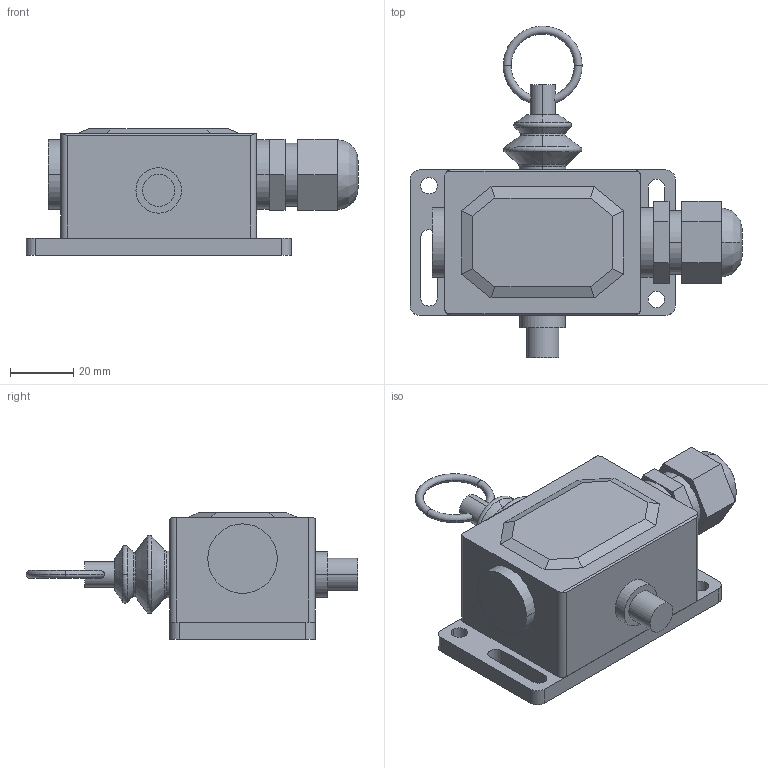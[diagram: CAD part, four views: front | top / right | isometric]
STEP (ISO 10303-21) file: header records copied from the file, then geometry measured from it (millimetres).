
FILE_DESCRIPTION((''),'2;1');
FILE_NAME('3d_PLNU1AT25W.stp','2012-10-03T08:30:26',(''),(''),'Mechanical Desktop 2011','Mechanical Desktop 2011',', , ');
FILE_SCHEMA(('CONFIG_CONTROL_DESIGN'));
Length unit declared in the file: millimetre
Products named in the file (1): Product
Bounding box: 105.1 x 105 x 40 mm (x, y, z)
Volume: 137585.8 mm3; surface area: 36276.4 mm2
Topology: 13 solids, 13 shells, 117 faces, 280 edges, 189 vertices
Faces by surface type: plane 58, cylinder 33, cone 14, torus 8, bspline 4
Entity records: 3769 total; most frequent: CARTESIAN_POINT 885, DIRECTION 615, ORIENTED_EDGE 544, EDGE_CURVE 272, AXIS2_PLACEMENT_3D 233, VERTEX_POINT 179, VECTOR 149, LINE 149
